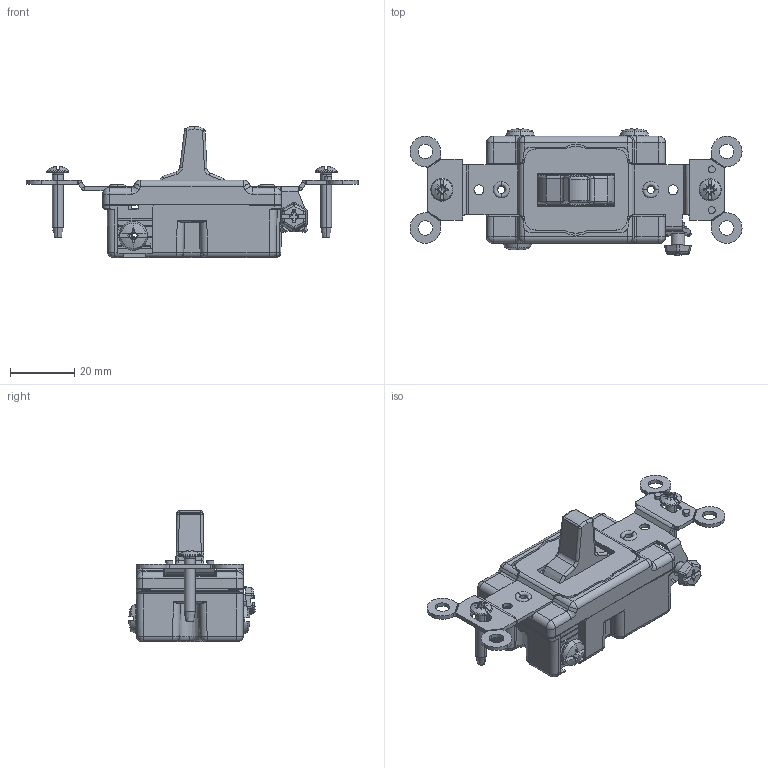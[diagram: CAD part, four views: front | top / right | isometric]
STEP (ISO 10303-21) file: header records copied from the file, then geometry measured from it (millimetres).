
FILE_DESCRIPTION (( 'STEP AP214' ), '1' );
FILE_NAME ('CATSTD-CS320-002-M01.STEP', '2021-05-14T18:28:02', ( '' ), ( '' ), 'SwSTEP 2.0', 'SolidWorks 2020', '' );
FILE_SCHEMA (( 'AUTOMOTIVE_DESIGN' ));
Length unit declared in the file: inch
Products named in the file (1): CATSTD-CS320-002-M01
Bounding box: 103.17 x 39.19 x 40.72 mm (x, y, z)
Surface area: 15630.1 mm2 (no closed solid volume)
Topology: 0 solids, 28 shells, 1034 faces, 3573 edges, 2483 vertices
Faces by surface type: plane 427, cylinder 360, bspline 96, cone 64, torus 52, sphere 35
Entity records: 57219 total; most frequent: CARTESIAN_POINT 16086, ORIENTED_EDGE 5774, DIRECTION 5212, EDGE_CURVE 3548, VERTEX_POINT 2483, AXIS2_PLACEMENT_3D 1762, LINE 1688, VECTOR 1688
